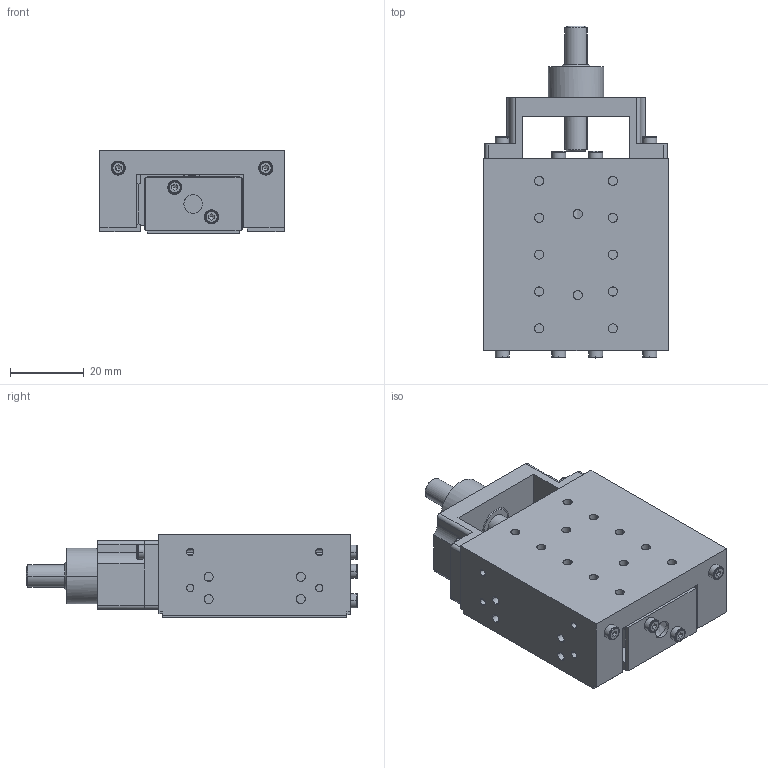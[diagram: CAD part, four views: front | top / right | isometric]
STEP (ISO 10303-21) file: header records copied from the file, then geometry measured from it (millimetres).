
FILE_DESCRIPTION(/* description */ (''),/* implementation_level */ '2;1');
FILE_NAME(/* name */ '02-TSM~1',/* time_stamp */ '2021-12-14T18:22:55+03:00',/* author */ (''),/* organization */ (''),/* preprocessor_version */ 'ST-DEVELOPER v15',/* originating_system */ '',/* authorisation */ '');
FILE_SCHEMA (('AUTOMOTIVE_DESIGN'));
Length unit declared in the file: millimetre
Products named in the file (1): Document
Bounding box: 50 x 90 x 22.5 mm (x, y, z)
Volume: 11.2 mm3; surface area: 24235.7 mm2
Topology: 10 solids, 23 shells, 481 faces, 1278 edges, 799 vertices
Faces by surface type: bspline 481
Entity records: 35310 total; most frequent: CARTESIAN_POINT 19833, B_SPLINE_CURVE_WITH_KNOTS 2822, ORIENTED_EDGE 2429, PCURVE 2429, DEFINITIONAL_REPRESENTATION 2429, SURFACE_CURVE 1236, EDGE_CURVE 1236, VERTEX_POINT 799
